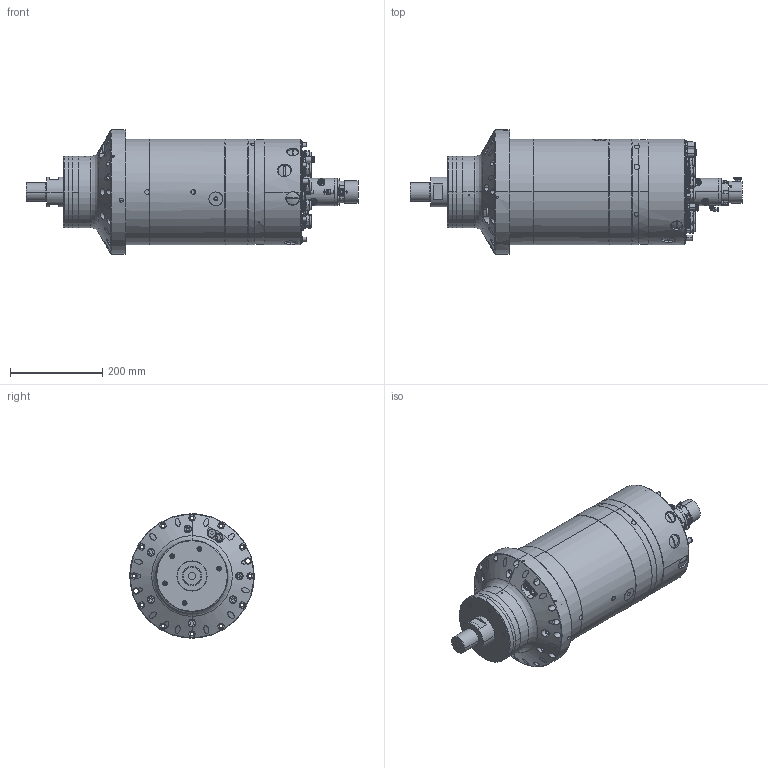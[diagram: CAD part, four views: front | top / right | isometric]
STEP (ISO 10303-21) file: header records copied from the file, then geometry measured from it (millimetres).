
FILE_DESCRIPTION (( 'STEP AP203' ), '1' );
FILE_NAME ('230DW20FS-00-.STEP', '2016-02-11T14:50:42', ( '' ), ( '' ), 'SwSTEP 2.0', 'SolidWorks 2014', '' );
FILE_SCHEMA (( 'CONFIG_CONTROL_DESIGN' ));
Products named in the file (1): 230DW20FS-00-
Bounding box: 720.55 x 270 x 270 mm (x, y, z)
Surface area: 685807.3 mm2 (no closed solid volume)
Topology: 0 solids, 223 shells, 1559 faces, 5011 edges, 3635 vertices
Faces by surface type: cylinder 761, plane 492, cone 172, torus 120, sphere 14
Entity records: 64565 total; most frequent: CARTESIAN_POINT 19490, DIRECTION 10233, ORIENTED_EDGE 7648, EDGE_CURVE 4995, AXIS2_PLACEMENT_3D 4103, VERTEX_POINT 3635, CIRCLE 2543, VECTOR 2027
